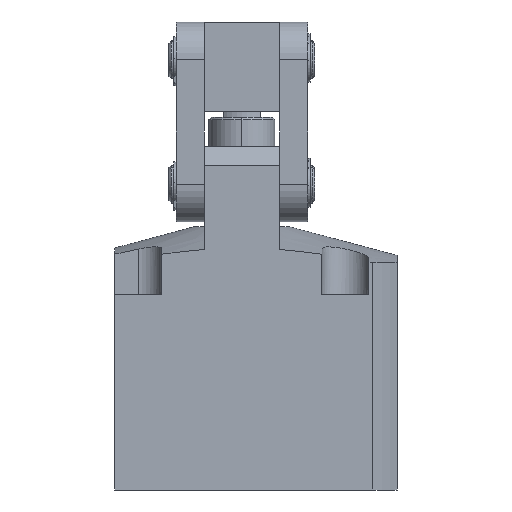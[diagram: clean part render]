
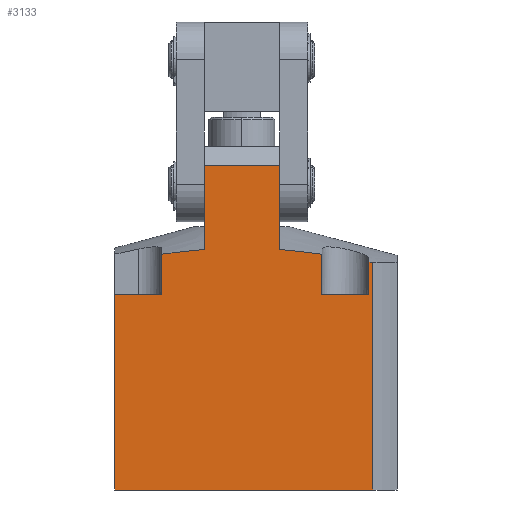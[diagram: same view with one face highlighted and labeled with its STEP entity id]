
A CAD part, front view. The second image highlights one B-rep face of the part: STEP entity #3133.
In plain terms, the highlighted planar face has unit normal (0, -1, 0).
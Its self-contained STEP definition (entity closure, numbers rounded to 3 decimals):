
#157 = CARTESIAN_POINT ( 'NONE',  ( 0., -54., 112. ) ) ;
#163 = PLANE ( 'NONE',  #7982 ) ;
#166 = DIRECTION ( 'NONE',  ( 0., 1., 0. ) ) ;
#167 = DIRECTION ( 'NONE',  ( 0., 0., 1. ) ) ;
#415 = DIRECTION ( 'NONE',  ( 1., 0., 0. ) ) ;
#417 = CARTESIAN_POINT ( 'NONE',  ( 0., -54., 0. ) ) ;
#575 = CARTESIAN_POINT ( 'NONE',  ( -22.005, -54., 101.811 ) ) ;
#576 = CARTESIAN_POINT ( 'NONE',  ( -16., -54., 102.268 ) ) ;
#581 = CARTESIAN_POINT ( 'NONE',  ( -28.004, -54., 101.117 ) ) ;
#582 = CARTESIAN_POINT ( 'NONE',  ( -34., -54., 100.261 ) ) ;
#593 = CARTESIAN_POINT ( 'NONE',  ( 34., -54., 100.261 ) ) ;
#604 = CARTESIAN_POINT ( 'NONE',  ( 31.008, -54., 100.688 ) ) ;
#613 = CARTESIAN_POINT ( 'NONE',  ( 28.003, -54., 101.076 ) ) ;
#614 = CARTESIAN_POINT ( 'NONE',  ( 22., -54., 101.752 ) ) ;
#615 = CARTESIAN_POINT ( 'NONE',  ( 18.999, -54., 102.04 ) ) ;
#616 = CARTESIAN_POINT ( 'NONE',  ( 16., -54., 102.268 ) ) ;
#667 = CARTESIAN_POINT ( 'NONE',  ( 55.06, -54., 96.695 ) ) ;
#668 = CARTESIAN_POINT ( 'NONE',  ( 55.59, -54., 96.593 ) ) ;
#671 = CARTESIAN_POINT ( 'NONE',  ( 54.53, -54., 96.796 ) ) ;
#672 = CARTESIAN_POINT ( 'NONE',  ( 54., -54., 96.896 ) ) ;
#725 = CARTESIAN_POINT ( 'NONE',  ( 34., -54., 83. ) ) ;
#727 = CARTESIAN_POINT ( 'NONE',  ( -54., -54., 83. ) ) ;
#728 = DIRECTION ( 'NONE',  ( -1., 0., 0. ) ) ;
#732 = DIRECTION ( 'NONE',  ( -1., 0., 0. ) ) ;
#742 = CARTESIAN_POINT ( 'NONE',  ( 54., -54., 83. ) ) ;
#743 = DIRECTION ( 'NONE',  ( 0., 0., 1. ) ) ;
#746 = CARTESIAN_POINT ( 'NONE',  ( 34., -54., 83. ) ) ;
#747 = DIRECTION ( 'NONE',  ( 0., 0., 1. ) ) ;
#753 = CARTESIAN_POINT ( 'NONE',  ( 55.59, -54., 112. ) ) ;
#771 = DIRECTION ( 'NONE',  ( 0., 0., -1. ) ) ;
#782 = CARTESIAN_POINT ( 'NONE',  ( -34., -54., 83. ) ) ;
#783 = DIRECTION ( 'NONE',  ( 0., 0., 1. ) ) ;
#788 = CARTESIAN_POINT ( 'NONE',  ( -54., -54., 112. ) ) ;
#789 = DIRECTION ( 'NONE',  ( 0., 0., -1. ) ) ;
#790 = CARTESIAN_POINT ( 'NONE',  ( 16., -54., -500000. ) ) ;
#791 = DIRECTION ( 'NONE',  ( 0., 0., 1. ) ) ;
#792 = CARTESIAN_POINT ( 'NONE',  ( -16., -54., 138. ) ) ;
#793 = DIRECTION ( 'NONE',  ( -1., 0., 0. ) ) ;
#794 = CARTESIAN_POINT ( 'NONE',  ( -16., -54., -500000. ) ) ;
#795 = DIRECTION ( 'NONE',  ( 0., 0., 1. ) ) ;
#1346 = EDGE_LOOP ( 'NONE', ( #5518, #5519, #5520, #5521, #5522, #5523, #5524, #5525, #5526, #5527, #5528, #5529, #5530, #5531 ) ) ;
#1748 = FACE_OUTER_BOUND ( 'NONE', #1346, .T. ) ;
#3133 = ADVANCED_FACE ( 'NONE', ( #1748 ), #163, .F. ) ;
#3940 = B_SPLINE_CURVE_WITH_KNOTS ( 'NONE', 3,
 ( #668, #667, #671, #672 ),
 .UNSPECIFIED., .F., .F.,
 ( 4, 4 ),
 ( 0.177, 0.179 ),
 .UNSPECIFIED. ) ;
#4707 = VERTEX_POINT ( 'NONE', #6682 ) ;
#4720 = VERTEX_POINT ( 'NONE', #6695 ) ;
#4722 = VERTEX_POINT ( 'NONE', #6697 ) ;
#4726 = VERTEX_POINT ( 'NONE', #6701 ) ;
#4734 = VERTEX_POINT ( 'NONE', #6709 ) ;
#4743 = VERTEX_POINT ( 'NONE', #6718 ) ;
#4754 = VERTEX_POINT ( 'NONE', #6729 ) ;
#4769 = VERTEX_POINT ( 'NONE', #6744 ) ;
#4773 = VERTEX_POINT ( 'NONE', #6748 ) ;
#4782 = VERTEX_POINT ( 'NONE', #6757 ) ;
#4783 = VERTEX_POINT ( 'NONE', #6758 ) ;
#4785 = VERTEX_POINT ( 'NONE', #6760 ) ;
#4802 = VERTEX_POINT ( 'NONE', #6777 ) ;
#4824 = VERTEX_POINT ( 'NONE', #6799 ) ;
#4921 = B_SPLINE_CURVE_WITH_KNOTS ( 'NONE', 3,
 ( #576, #575, #581, #582 ),
 .UNSPECIFIED., .F., .F.,
 ( 4, 4 ),
 ( 0.249, 0.267 ),
 .UNSPECIFIED. ) ;
#5518 = ORIENTED_EDGE ( 'NONE', *, *, #8985, .T. ) ;
#5519 = ORIENTED_EDGE ( 'NONE', *, *, #8986, .T. ) ;
#5520 = ORIENTED_EDGE ( 'NONE', *, *, #8987, .F. ) ;
#5521 = ORIENTED_EDGE ( 'NONE', *, *, #8925, .T. ) ;
#5522 = ORIENTED_EDGE ( 'NONE', *, *, #8981, .F. ) ;
#5523 = ORIENTED_EDGE ( 'NONE', *, *, #8953, .T. ) ;
#5524 = ORIENTED_EDGE ( 'NONE', *, *, #8984, .T. ) ;
#5525 = ORIENTED_EDGE ( 'NONE', *, *, #8901, .T. ) ;
#5526 = ORIENTED_EDGE ( 'NONE', *, *, #8977, .F. ) ;
#5527 = ORIENTED_EDGE ( 'NONE', *, *, #8933, .T. ) ;
#5528 = ORIENTED_EDGE ( 'NONE', *, *, #8960, .F. ) ;
#5529 = ORIENTED_EDGE ( 'NONE', *, *, #8956, .T. ) ;
#5530 = ORIENTED_EDGE ( 'NONE', *, *, #8962, .T. ) ;
#5531 = ORIENTED_EDGE ( 'NONE', *, *, #8929, .T. ) ;
#5687 = LINE ( 'NONE', #417, #5691 ) ;
#5691 = VECTOR ( 'NONE', #415, 1000. ) ;
#5737 = LINE ( 'NONE', #727, #5740 ) ;
#5740 = VECTOR ( 'NONE', #728, 1000. ) ;
#5741 = LINE ( 'NONE', #725, #5746 ) ;
#5746 = VECTOR ( 'NONE', #732, 1000. ) ;
#5750 = LINE ( 'NONE', #742, #5753 ) ;
#5753 = VECTOR ( 'NONE', #743, 1000. ) ;
#5754 = LINE ( 'NONE', #746, #5757 ) ;
#5757 = VECTOR ( 'NONE', #747, 1000. ) ;
#5778 = LINE ( 'NONE', #753, #5783 ) ;
#5783 = VECTOR ( 'NONE', #771, 1000. ) ;
#5786 = LINE ( 'NONE', #782, #5789 ) ;
#5789 = VECTOR ( 'NONE', #783, 1000. ) ;
#5792 = LINE ( 'NONE', #788, #5795 ) ;
#5794 = LINE ( 'NONE', #790, #5797 ) ;
#5795 = VECTOR ( 'NONE', #789, 1000. ) ;
#5796 = LINE ( 'NONE', #792, #5799 ) ;
#5797 = VECTOR ( 'NONE', #791, 1000. ) ;
#5798 = LINE ( 'NONE', #794, #5801 ) ;
#5799 = VECTOR ( 'NONE', #793, 1000. ) ;
#5801 = VECTOR ( 'NONE', #795, 1000. ) ;
#6682 = CARTESIAN_POINT ( 'NONE',  ( -34., -54., 83. ) ) ;
#6695 = CARTESIAN_POINT ( 'NONE',  ( 55.59, -54., 0. ) ) ;
#6697 = CARTESIAN_POINT ( 'NONE',  ( 54., -54., 83. ) ) ;
#6701 = CARTESIAN_POINT ( 'NONE',  ( -54., -54., 83. ) ) ;
#6709 = CARTESIAN_POINT ( 'NONE',  ( -34., -54., 100.261 ) ) ;
#6718 = CARTESIAN_POINT ( 'NONE',  ( 16., -54., 102.268 ) ) ;
#6729 = CARTESIAN_POINT ( 'NONE',  ( -16., -54., 138. ) ) ;
#6744 = CARTESIAN_POINT ( 'NONE',  ( -16., -54., 102.268 ) ) ;
#6748 = CARTESIAN_POINT ( 'NONE',  ( -54., -54., 0. ) ) ;
#6757 = CARTESIAN_POINT ( 'NONE',  ( 34., -54., 83. ) ) ;
#6758 = CARTESIAN_POINT ( 'NONE',  ( 55.59, -54., 96.593 ) ) ;
#6760 = CARTESIAN_POINT ( 'NONE',  ( 34., -54., 100.261 ) ) ;
#6777 = CARTESIAN_POINT ( 'NONE',  ( 16., -54., 138. ) ) ;
#6799 = CARTESIAN_POINT ( 'NONE',  ( 54., -54., 96.896 ) ) ;
#7335 = B_SPLINE_CURVE_WITH_KNOTS ( 'NONE', 3,
 ( #593, #604, #613, #614, #615, #616 ),
 .UNSPECIFIED., .F., .F.,
 ( 4, 2, 4 ),
 ( 0.199, 0.208, 0.217 ),
 .UNSPECIFIED. ) ;
#7982 = AXIS2_PLACEMENT_3D ( 'NONE', #157, #166, #167 ) ;
#8901 = EDGE_CURVE ( 'NONE', #4773, #4720, #5687, .T. ) ;
#8925 = EDGE_CURVE ( 'NONE', #4769, #4734, #4921, .T. ) ;
#8929 = EDGE_CURVE ( 'NONE', #4785, #4743, #7335, .T. ) ;
#8933 = EDGE_CURVE ( 'NONE', #4783, #4824, #3940, .T. ) ;
#8953 = EDGE_CURVE ( 'NONE', #4707, #4726, #5737, .T. ) ;
#8956 = EDGE_CURVE ( 'NONE', #4722, #4782, #5741, .T. ) ;
#8960 = EDGE_CURVE ( 'NONE', #4722, #4824, #5750, .T. ) ;
#8962 = EDGE_CURVE ( 'NONE', #4782, #4785, #5754, .T. ) ;
#8977 = EDGE_CURVE ( 'NONE', #4783, #4720, #5778, .T. ) ;
#8981 = EDGE_CURVE ( 'NONE', #4707, #4734, #5786, .T. ) ;
#8984 = EDGE_CURVE ( 'NONE', #4726, #4773, #5792, .T. ) ;
#8985 = EDGE_CURVE ( 'NONE', #4743, #4802, #5794, .T. ) ;
#8986 = EDGE_CURVE ( 'NONE', #4802, #4754, #5796, .T. ) ;
#8987 = EDGE_CURVE ( 'NONE', #4769, #4754, #5798, .T. ) ;
